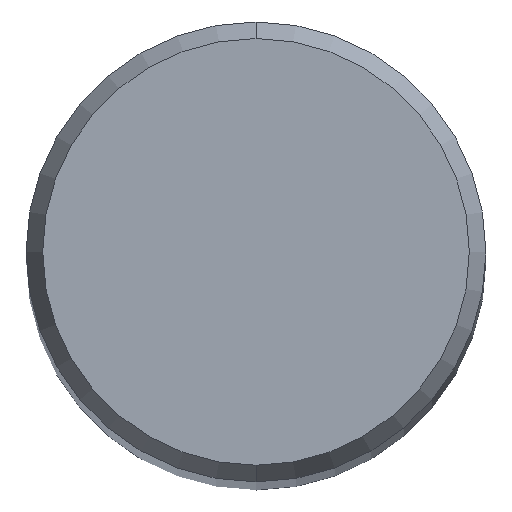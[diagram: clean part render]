
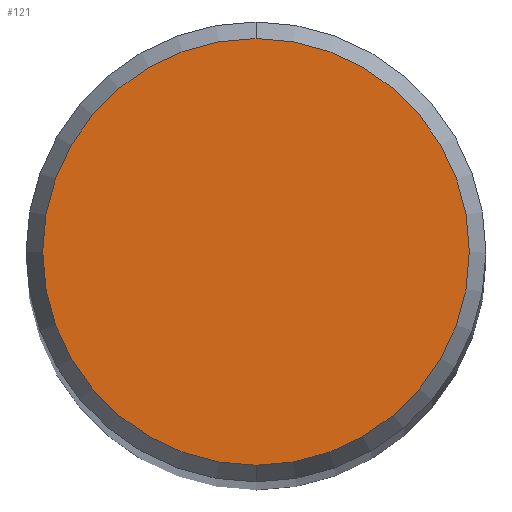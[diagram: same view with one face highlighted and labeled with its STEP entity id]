
A CAD part, top view. The second image highlights one B-rep face of the part: STEP entity #121.
In plain terms, the highlighted planar face has unit normal (0, 0, 1).
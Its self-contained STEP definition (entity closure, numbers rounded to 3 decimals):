
#121=ADVANCED_FACE('',(#254),#255,.T.);
#127=VERTEX_POINT('',#261);
#141=EDGE_CURVE('',#127,#175,#277,.T.);
#173=EDGE_CURVE('',#175,#127,#315,.T.);
#175=VERTEX_POINT('',#317);
#254=FACE_OUTER_BOUND('',#403,.T.);
#255=PLANE('',#404);
#261=CARTESIAN_POINT('',(0.0,2.946,0.0));
#277=CIRCLE('',#435,2.946);
#315=CIRCLE('',#483,2.946);
#317=CARTESIAN_POINT('',(0.,-2.946,0.0));
#403=EDGE_LOOP('',(#556,#557));
#404=AXIS2_PLACEMENT_3D('',#558,#559,#560);
#435=AXIS2_PLACEMENT_3D('',#578,#579,#580);
#483=AXIS2_PLACEMENT_3D('',#643,#644,#645);
#556=ORIENTED_EDGE('',*,*,#141,.F.);
#557=ORIENTED_EDGE('',*,*,#173,.F.);
#558=CARTESIAN_POINT('',(0.0,1.473,0.0));
#559=DIRECTION('',(-0.0,0.0,1.0));
#560=DIRECTION('',(0.0,-1.0,0.0));
#578=CARTESIAN_POINT('',(0.0,0.0,0.0));
#579=DIRECTION('',(0.0,0.0,-1.0));
#580=DIRECTION('',(0.0,1.0,0.0));
#643=CARTESIAN_POINT('',(0.0,0.0,0.0));
#644=DIRECTION('',(0.0,0.0,-1.0));
#645=DIRECTION('',(0.0,1.0,0.0));
